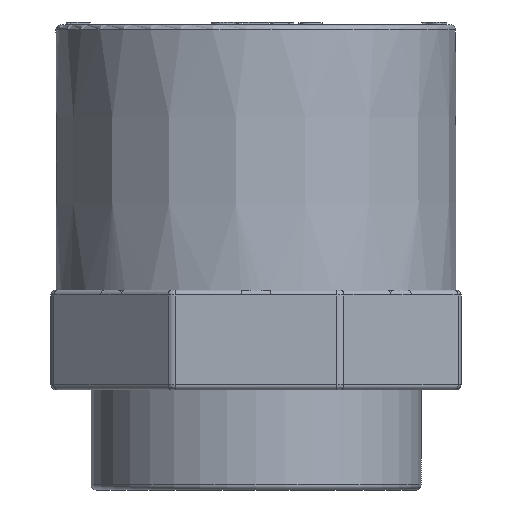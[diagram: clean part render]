
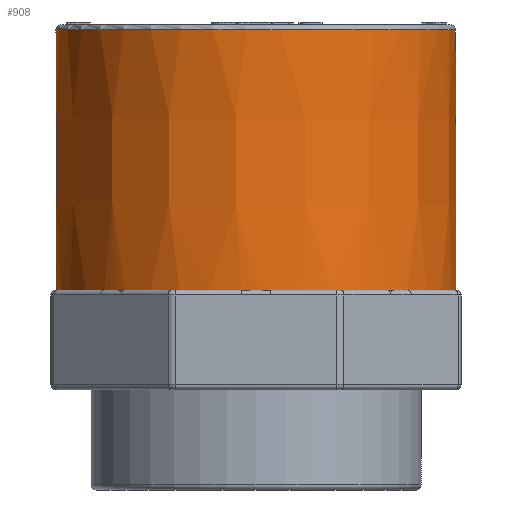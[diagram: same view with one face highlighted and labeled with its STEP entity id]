
A CAD part, left-side view. The second image highlights one B-rep face of the part: STEP entity #908.
In plain terms, the highlighted conical face has half-angle 0.116 degrees and reference radius 20 mm.
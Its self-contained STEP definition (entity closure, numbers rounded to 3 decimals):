
#71=CONICAL_SURFACE('',#14131,20.,0.116);
#908=ADVANCED_FACE('',(#3959,#3960),#71,.T.);
#3804=CIRCLE('',#14039,20.054);
#3806=CIRCLE('',#14042,20.054);
#3808=CIRCLE('',#14045,20.054);
#3810=CIRCLE('',#14048,20.054);
#3812=CIRCLE('',#14051,20.054);
#3814=CIRCLE('',#14054,20.054);
#3815=CIRCLE('',#14056,20.054);
#3852=CIRCLE('',#14118,20.054);
#3854=CIRCLE('',#14122,20.054);
#3855=CIRCLE('',#14123,20.054);
#3856=CIRCLE('',#14124,20.054);
#3857=CIRCLE('',#14125,20.054);
#3858=CIRCLE('',#14126,20.054);
#3859=CIRCLE('',#14127,20.054);
#3860=CIRCLE('',#14128,20.054);
#3861=CIRCLE('',#14129,20.054);
#3862=CIRCLE('',#14130,20.001);
#3959=FACE_BOUND('',#4054,.T.);
#3960=FACE_BOUND('',#4055,.T.);
#4054=EDGE_LOOP('',(#5459,#5460,#5461,#5462,#5463,#5464,#5465,#5466,#5467,
#5468,#5469,#5470,#5471,#5472,#5473,#5474));
#4055=EDGE_LOOP('',(#5475));
#5459=ORIENTED_EDGE('',*,*,#11067,.T.);
#5460=ORIENTED_EDGE('',*,*,#11176,.T.);
#5461=ORIENTED_EDGE('',*,*,#11063,.T.);
#5462=ORIENTED_EDGE('',*,*,#11177,.T.);
#5463=ORIENTED_EDGE('',*,*,#11059,.T.);
#5464=ORIENTED_EDGE('',*,*,#11178,.T.);
#5465=ORIENTED_EDGE('',*,*,#11055,.T.);
#5466=ORIENTED_EDGE('',*,*,#11179,.T.);
#5467=ORIENTED_EDGE('',*,*,#11051,.T.);
#5468=ORIENTED_EDGE('',*,*,#11180,.T.);
#5469=ORIENTED_EDGE('',*,*,#11047,.T.);
#5470=ORIENTED_EDGE('',*,*,#11181,.T.);
#5471=ORIENTED_EDGE('',*,*,#11069,.T.);
#5472=ORIENTED_EDGE('',*,*,#11182,.T.);
#5473=ORIENTED_EDGE('',*,*,#11173,.T.);
#5474=ORIENTED_EDGE('',*,*,#11183,.T.);
#5475=ORIENTED_EDGE('',*,*,#11184,.T.);
#9618=VERTEX_POINT('',#20535);
#9619=VERTEX_POINT('',#20537);
#9622=VERTEX_POINT('',#20544);
#9623=VERTEX_POINT('',#20546);
#9626=VERTEX_POINT('',#20553);
#9627=VERTEX_POINT('',#20555);
#9630=VERTEX_POINT('',#20562);
#9631=VERTEX_POINT('',#20564);
#9634=VERTEX_POINT('',#20571);
#9635=VERTEX_POINT('',#20573);
#9638=VERTEX_POINT('',#20580);
#9639=VERTEX_POINT('',#20582);
#9640=VERTEX_POINT('',#20586);
#9641=VERTEX_POINT('',#20587);
#9724=VERTEX_POINT('',#22670);
#9725=VERTEX_POINT('',#22672);
#9727=VERTEX_POINT('',#22687);
#11047=EDGE_CURVE('',#9619,#9618,#3804,.T.);
#11051=EDGE_CURVE('',#9623,#9622,#3806,.T.);
#11055=EDGE_CURVE('',#9627,#9626,#3808,.T.);
#11059=EDGE_CURVE('',#9631,#9630,#3810,.T.);
#11063=EDGE_CURVE('',#9635,#9634,#3812,.T.);
#11067=EDGE_CURVE('',#9639,#9638,#3814,.T.);
#11069=EDGE_CURVE('',#9640,#9641,#3815,.T.);
#11173=EDGE_CURVE('',#9725,#9724,#3852,.T.);
#11176=EDGE_CURVE('',#9638,#9635,#3854,.T.);
#11177=EDGE_CURVE('',#9634,#9631,#3855,.T.);
#11178=EDGE_CURVE('',#9630,#9627,#3856,.T.);
#11179=EDGE_CURVE('',#9626,#9623,#3857,.T.);
#11180=EDGE_CURVE('',#9622,#9619,#3858,.T.);
#11181=EDGE_CURVE('',#9618,#9640,#3859,.T.);
#11182=EDGE_CURVE('',#9641,#9725,#3860,.T.);
#11183=EDGE_CURVE('',#9724,#9639,#3861,.T.);
#11184=EDGE_CURVE('',#9727,#9727,#3862,.T.);
#14039=AXIS2_PLACEMENT_3D('',#20536,#14928,#14929);
#14042=AXIS2_PLACEMENT_3D('',#20545,#14936,#14937);
#14045=AXIS2_PLACEMENT_3D('',#20554,#14944,#14945);
#14048=AXIS2_PLACEMENT_3D('',#20563,#14952,#14953);
#14051=AXIS2_PLACEMENT_3D('',#20572,#14960,#14961);
#14054=AXIS2_PLACEMENT_3D('',#20581,#14968,#14969);
#14056=AXIS2_PLACEMENT_3D('',#20585,#14973,#14974);
#14118=AXIS2_PLACEMENT_3D('',#22671,#15148,#15149);
#14122=AXIS2_PLACEMENT_3D('',#22678,#15157,#15158);
#14123=AXIS2_PLACEMENT_3D('',#22679,#15159,#15160);
#14124=AXIS2_PLACEMENT_3D('',#22680,#15161,#15162);
#14125=AXIS2_PLACEMENT_3D('',#22681,#15163,#15164);
#14126=AXIS2_PLACEMENT_3D('',#22682,#15165,#15166);
#14127=AXIS2_PLACEMENT_3D('',#22683,#15167,#15168);
#14128=AXIS2_PLACEMENT_3D('',#22684,#15169,#15170);
#14129=AXIS2_PLACEMENT_3D('',#22685,#15171,#15172);
#14130=AXIS2_PLACEMENT_3D('',#22686,#15173,#15174);
#14131=AXIS2_PLACEMENT_3D('',#22688,#15175,#15176);
#14928=DIRECTION('',(0.,0.,1.));
#14929=DIRECTION('',(0.,-1.,0.));
#14936=DIRECTION('',(0.,0.,1.));
#14937=DIRECTION('',(0.,-1.,0.));
#14944=DIRECTION('',(0.,0.,1.));
#14945=DIRECTION('',(0.,-1.,0.));
#14952=DIRECTION('',(0.,0.,1.));
#14953=DIRECTION('',(0.,-1.,0.));
#14960=DIRECTION('',(0.,0.,1.));
#14961=DIRECTION('',(0.,-1.,0.));
#14968=DIRECTION('',(0.,0.,1.));
#14969=DIRECTION('',(0.,-1.,0.));
#14973=DIRECTION('',(0.,0.,1.));
#14974=DIRECTION('',(0.,-1.,0.));
#15148=DIRECTION('',(0.,0.,1.));
#15149=DIRECTION('',(0.,-1.,0.));
#15157=DIRECTION('',(0.,0.,1.));
#15158=DIRECTION('',(0.,-1.,0.));
#15159=DIRECTION('',(0.,0.,1.));
#15160=DIRECTION('',(0.,-1.,0.));
#15161=DIRECTION('',(0.,0.,1.));
#15162=DIRECTION('',(0.,-1.,0.));
#15163=DIRECTION('',(0.,0.,1.));
#15164=DIRECTION('',(0.,-1.,0.));
#15165=DIRECTION('',(0.,0.,1.));
#15166=DIRECTION('',(0.,-1.,0.));
#15167=DIRECTION('',(0.,0.,1.));
#15168=DIRECTION('',(0.,-1.,0.));
#15169=DIRECTION('',(0.,0.,1.));
#15170=DIRECTION('',(0.,-1.,0.));
#15171=DIRECTION('',(0.,0.,1.));
#15172=DIRECTION('',(0.,-1.,0.));
#15173=DIRECTION('',(0.,0.,-1.));
#15174=DIRECTION('',(0.,1.,0.));
#15175=DIRECTION('',(0.,0.,-1.));
#15176=DIRECTION('',(0.,-1.,0.));
#20535=CARTESIAN_POINT('',(169.,226.969,19.004));
#20536=CARTESIAN_POINT('',(189.,225.5,19.004));
#20537=CARTESIAN_POINT('',(173.819,238.604,19.004));
#20544=CARTESIAN_POINT('',(175.896,240.681,19.004));
#20545=CARTESIAN_POINT('',(189.,225.5,19.004));
#20546=CARTESIAN_POINT('',(187.531,245.5,19.004));
#20553=CARTESIAN_POINT('',(190.469,245.5,19.004));
#20554=CARTESIAN_POINT('',(189.,225.5,19.004));
#20555=CARTESIAN_POINT('',(202.104,240.681,19.004));
#20562=CARTESIAN_POINT('',(204.181,238.604,19.004));
#20563=CARTESIAN_POINT('',(189.,225.5,19.004));
#20564=CARTESIAN_POINT('',(209.,226.969,19.004));
#20571=CARTESIAN_POINT('',(209.,224.031,19.004));
#20572=CARTESIAN_POINT('',(189.,225.5,19.004));
#20573=CARTESIAN_POINT('',(204.181,212.396,19.004));
#20580=CARTESIAN_POINT('',(202.104,210.319,19.004));
#20581=CARTESIAN_POINT('',(189.,225.5,19.004));
#20582=CARTESIAN_POINT('',(190.469,205.5,19.004));
#20585=CARTESIAN_POINT('',(189.,225.5,19.004));
#20586=CARTESIAN_POINT('',(169.,224.031,19.004));
#20587=CARTESIAN_POINT('',(173.819,212.396,19.004));
#22670=CARTESIAN_POINT('',(187.531,205.5,19.004));
#22671=CARTESIAN_POINT('',(189.,225.5,19.004));
#22672=CARTESIAN_POINT('',(175.896,210.319,19.004));
#22678=CARTESIAN_POINT('',(189.,225.5,19.004));
#22679=CARTESIAN_POINT('',(189.,225.5,19.004));
#22680=CARTESIAN_POINT('',(189.,225.5,19.004));
#22681=CARTESIAN_POINT('',(189.,225.5,19.004));
#22682=CARTESIAN_POINT('',(189.,225.5,19.004));
#22683=CARTESIAN_POINT('',(189.,225.5,19.004));
#22684=CARTESIAN_POINT('',(189.,225.5,19.004));
#22685=CARTESIAN_POINT('',(189.,225.5,19.004));
#22686=CARTESIAN_POINT('',(189.,225.5,45.005));
#22687=CARTESIAN_POINT('',(189.,245.501,45.005));
#22688=CARTESIAN_POINT('',(189.,225.5,45.504));
